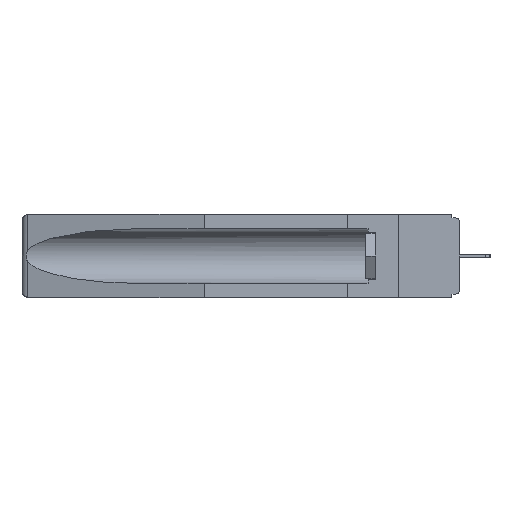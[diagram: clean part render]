
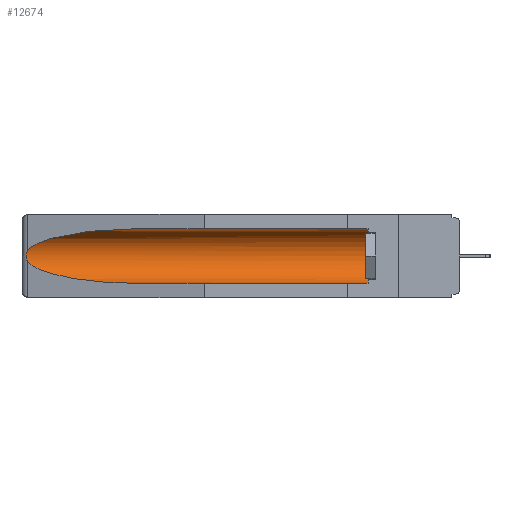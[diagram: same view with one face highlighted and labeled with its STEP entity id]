
A CAD part, left-side view. The second image highlights one B-rep face of the part: STEP entity #12674.
In plain terms, the highlighted cylindrical face has radius 2.857 mm (diameter 5.715 mm), a partial arc.
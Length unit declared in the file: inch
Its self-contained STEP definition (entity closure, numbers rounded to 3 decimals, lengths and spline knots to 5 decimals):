
#387 =( BOUNDED_CURVE ( )  B_SPLINE_CURVE ( 3, ( #18997, #17141, #14906, #6916 ),
 .UNSPECIFIED., .F., .F. ) 
 B_SPLINE_CURVE_WITH_KNOTS ( ( 4, 4 ),
 ( 0.1948, 1.5708 ),
 .UNSPECIFIED. ) 
 CURVE ( )  GEOMETRIC_REPRESENTATION_ITEM ( )  RATIONAL_B_SPLINE_CURVE ( ( 1., 0.848, 0.848, 1. ) ) 
 REPRESENTATION_ITEM ( '' )  );
#393 = VECTOR ( 'NONE', #5690, 39.37008 ) ;
#437 = AXIS2_PLACEMENT_3D ( 'NONE', #23143, #16780, #2802 ) ;
#581 = CARTESIAN_POINT ( 'NONE',  ( 0.26537, 1.52718, -0.19328 ) ) ;
#950 = CARTESIAN_POINT ( 'NONE',  ( 0.155, 1.07973, -0.284 ) ) ;
#1536 = VERTEX_POINT ( 'NONE', #8647 ) ;
#2594 = CARTESIAN_POINT ( 'NONE',  ( 0.26597, 1.5296, -0.19026 ) ) ;
#2760 = EDGE_CURVE ( 'NONE', #15622, #14130, #26180, .T. ) ;
#2802 = DIRECTION ( 'NONE',  ( 0., 0., 1. ) ) ;
#3102 = ORIENTED_EDGE ( 'NONE', *, *, #6228, .F. ) ;
#3118 =( BOUNDED_CURVE ( )  B_SPLINE_CURVE ( 3, ( #21440, #11626, #11497, #9216 ),
 .UNSPECIFIED., .F., .F. ) 
 B_SPLINE_CURVE_WITH_KNOTS ( ( 4, 4 ),
 ( 4.71239, 6.08839 ),
 .UNSPECIFIED. ) 
 CURVE ( )  GEOMETRIC_REPRESENTATION_ITEM ( )  RATIONAL_B_SPLINE_CURVE ( ( 1., 0.848, 0.848, 1. ) ) 
 REPRESENTATION_ITEM ( '' )  );
#3198 = VERTEX_POINT ( 'NONE', #950 ) ;
#4065 = CARTESIAN_POINT ( 'NONE',  ( 0.26655, 1.53094, -0.18657 ) ) ;
#4358 = EDGE_CURVE ( 'NONE', #16285, #3198, #387, .T. ) ;
#4996 = DIRECTION ( 'NONE',  ( 0., -1., 0. ) ) ;
#5690 = DIRECTION ( 'NONE',  ( 0., 1., 0. ) ) ;
#6228 = EDGE_CURVE ( 'NONE', #15622, #3198, #23890, .T. ) ;
#6385 = EDGE_CURVE ( 'NONE', #23340, #16285, #22842, .T. ) ;
#6916 = CARTESIAN_POINT ( 'NONE',  ( 0.155, 1.07973, -0.284 ) ) ;
#6975 = ORIENTED_EDGE ( 'NONE', *, *, #10832, .T. ) ;
#7514 = DIRECTION ( 'NONE',  ( 0., 0., 1. ) ) ;
#8455 = CARTESIAN_POINT ( 'NONE',  ( 0.2675, 1.53308, -0.17534 ) ) ;
#8647 = CARTESIAN_POINT ( 'NONE',  ( 0.155, 1.07973, -0.059 ) ) ;
#9216 = CARTESIAN_POINT ( 'NONE',  ( 0.26537, 1.52718, -0.14972 ) ) ;
#10130 = CARTESIAN_POINT ( 'NONE',  ( 0.155, 0.126, -0.284 ) ) ;
#10201 = CARTESIAN_POINT ( 'NONE',  ( 0.26597, 1.52961, -0.15275 ) ) ;
#10224 = ORIENTED_EDGE ( 'NONE', *, *, #6385, .T. ) ;
#10771 = DIRECTION ( 'NONE',  ( 0., 1., 0. ) ) ;
#10815 = VECTOR ( 'NONE', #10771, 39.37008 ) ;
#10832 = EDGE_CURVE ( 'NONE', #1536, #23340, #3118, .T. ) ;
#11497 = CARTESIAN_POINT ( 'NONE',  ( 0.25451, 1.48313, -0.09465 ) ) ;
#11626 = CARTESIAN_POINT ( 'NONE',  ( 0.21114, 1.30732, -0.059 ) ) ;
#11800 = ORIENTED_EDGE ( 'NONE', *, *, #4358, .T. ) ;
#11870 = ORIENTED_EDGE ( 'NONE', *, *, #2760, .T. ) ;
#12674 = ADVANCED_FACE ( 'NONE', ( #21028 ), #25148, .F. ) ;
#12736 = CARTESIAN_POINT ( 'NONE',  ( 0.26537, 1.52718, -0.14972 ) ) ;
#13789 = ORIENTED_EDGE ( 'NONE', *, *, #26277, .T. ) ;
#14130 = VERTEX_POINT ( 'NONE', #16039 ) ;
#14319 = CARTESIAN_POINT ( 'NONE',  ( 0.2673, 1.5327, -0.16383 ) ) ;
#14460 = CARTESIAN_POINT ( 'NONE',  ( 0.2673, 1.53269, -0.17917 ) ) ;
#14906 = CARTESIAN_POINT ( 'NONE',  ( 0.21114, 1.30732, -0.284 ) ) ;
#15622 = VERTEX_POINT ( 'NONE', #10130 ) ;
#16039 = CARTESIAN_POINT ( 'NONE',  ( 0.155, 0.126, -0.059 ) ) ;
#16285 = VERTEX_POINT ( 'NONE', #24085 ) ;
#16780 = DIRECTION ( 'NONE',  ( 0., 1., 0. ) ) ;
#16815 = CARTESIAN_POINT ( 'NONE',  ( 0.2675, 1.53308, -0.16763 ) ) ;
#17141 = CARTESIAN_POINT ( 'NONE',  ( 0.25451, 1.48313, -0.24835 ) ) ;
#17603 = EDGE_LOOP ( 'NONE', ( #6975, #10224, #11800, #3102, #11870, #13789 ) ) ;
#18988 = LINE ( 'NONE', #24963, #10815 ) ;
#18997 = CARTESIAN_POINT ( 'NONE',  ( 0.26537, 1.52718, -0.19328 ) ) ;
#19479 = CARTESIAN_POINT ( 'NONE',  ( 0.155, 0.126, -0.1715 ) ) ;
#20822 = CARTESIAN_POINT ( 'NONE',  ( 0.26654, 1.53092, -0.15636 ) ) ;
#21028 = FACE_OUTER_BOUND ( 'NONE', #17603, .T. ) ;
#21440 = CARTESIAN_POINT ( 'NONE',  ( 0.155, 1.07973, -0.059 ) ) ;
#22345 = AXIS2_PLACEMENT_3D ( 'NONE', #19479, #4996, #7514 ) ;
#22842 = B_SPLINE_CURVE_WITH_KNOTS ( 'NONE', 3,
 ( #12736, #10201, #20822, #14319, #16815, #8455, #14460, #4065, #2594, #581 ),
 .UNSPECIFIED., .F., .F.,
 ( 4, 2, 2, 2, 4 ),
 ( 0., 0.00029, 0.00058, 0.00087, 0.00117 ),
 .UNSPECIFIED. ) ;
#23143 = CARTESIAN_POINT ( 'NONE',  ( 0.155, -0.30754, -0.1715 ) ) ;
#23340 = VERTEX_POINT ( 'NONE', #26076 ) ;
#23890 = LINE ( 'NONE', #26144, #393 ) ;
#24085 = CARTESIAN_POINT ( 'NONE',  ( 0.26537, 1.52718, -0.19328 ) ) ;
#24963 = CARTESIAN_POINT ( 'NONE',  ( 0.155, -0.30754, -0.059 ) ) ;
#25148 = CYLINDRICAL_SURFACE ( 'NONE', #437, 0.1125 ) ;
#26076 = CARTESIAN_POINT ( 'NONE',  ( 0.26537, 1.52718, -0.14972 ) ) ;
#26144 = CARTESIAN_POINT ( 'NONE',  ( 0.155, -0.30754, -0.284 ) ) ;
#26180 = CIRCLE ( 'NONE', #22345, 0.1125 ) ;
#26277 = EDGE_CURVE ( 'NONE', #14130, #1536, #18988, .T. ) ;
